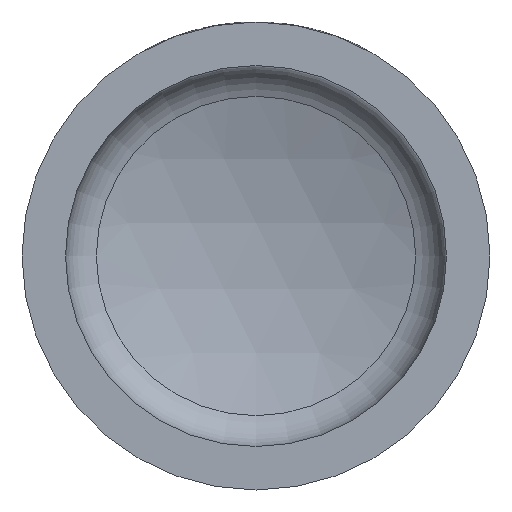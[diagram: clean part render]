
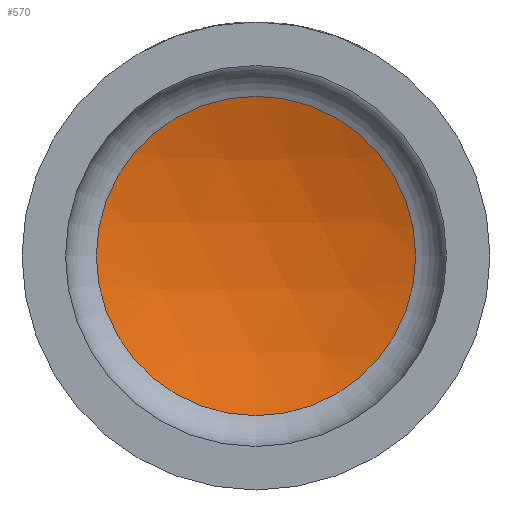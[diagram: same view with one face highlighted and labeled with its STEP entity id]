
A CAD part, front view. The second image highlights one B-rep face of the part: STEP entity #570.
In plain terms, the highlighted spherical face has radius 26.9 mm.
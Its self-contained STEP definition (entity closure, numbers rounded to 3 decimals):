
#570 = ADVANCED_FACE ( 'NONE', ( #14310 ), #1798, .F. ) ;
#1798 = SPHERICAL_SURFACE ( 'NONE', #9688, 26.9 ) ;
#3070 = CARTESIAN_POINT ( 'NONE',  ( 0., 13.529, -9.178 ) ) ;
#3468 = EDGE_LOOP ( 'NONE', ( #9878 ) ) ;
#4146 = CARTESIAN_POINT ( 'NONE',  ( 0., -11.757, 0. ) ) ;
#4559 = EDGE_CURVE ( 'NONE', #14208, #14208, #6407, .T. ) ;
#5106 = DIRECTION ( 'NONE',  ( 1., 0., 0. ) ) ;
#6407 = CIRCLE ( 'NONE', #13630, 9.178 ) ;
#8605 = DIRECTION ( 'NONE',  ( 0., 0., 1. ) ) ;
#9688 = AXIS2_PLACEMENT_3D ( 'NONE', #4146, #8605, #5106 ) ;
#9878 = ORIENTED_EDGE ( 'NONE', *, *, #4559, .T. ) ;
#11905 = DIRECTION ( 'NONE',  ( 0., -1., 0. ) ) ;
#12646 = DIRECTION ( 'NONE',  ( 0., 0., -1. ) ) ;
#12963 = CARTESIAN_POINT ( 'NONE',  ( 0., 13.529, 0. ) ) ;
#13630 = AXIS2_PLACEMENT_3D ( 'NONE', #12963, #11905, #12646 ) ;
#14208 = VERTEX_POINT ( 'NONE', #3070 ) ;
#14310 = FACE_OUTER_BOUND ( 'NONE', #3468, .T. ) ;
